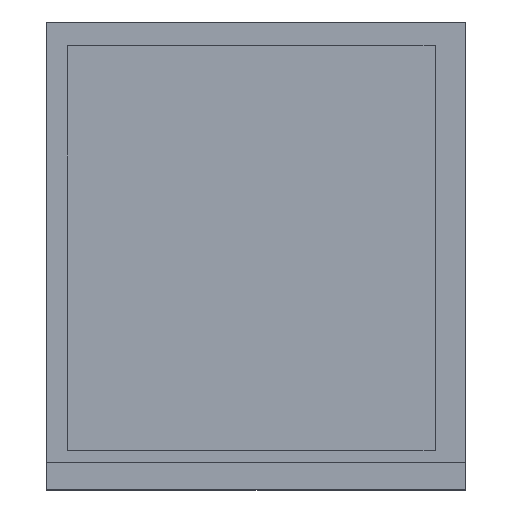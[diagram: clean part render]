
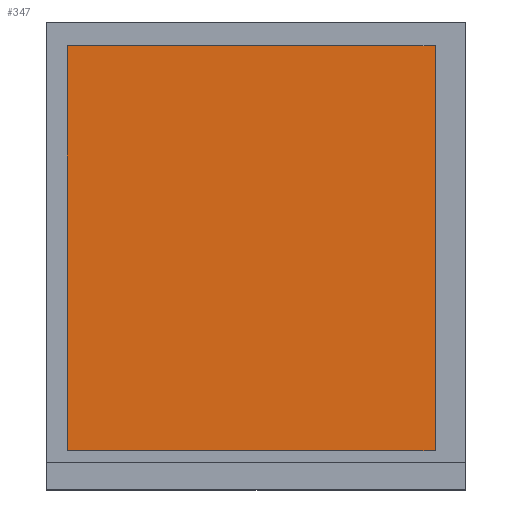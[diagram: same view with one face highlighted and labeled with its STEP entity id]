
A CAD part, top view. The second image highlights one B-rep face of the part: STEP entity #347.
In plain terms, the highlighted planar face has unit normal (0, 0, 1).
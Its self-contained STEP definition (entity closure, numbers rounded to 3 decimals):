
#20 = ORIENTED_EDGE ( 'NONE', *, *, #263, .T. ) ;
#24 = VERTEX_POINT ( 'NONE', #54 ) ;
#26 = LINE ( 'NONE', #102, #165 ) ;
#30 = PLANE ( 'NONE',  #500 ) ;
#33 = ORIENTED_EDGE ( 'NONE', *, *, #237, .T. ) ;
#36 = EDGE_LOOP ( 'NONE', ( #33, #228, #392, #20 ) ) ;
#54 = CARTESIAN_POINT ( 'NONE',  ( 73.99, 214.685, 0.23 ) ) ;
#60 = DIRECTION ( 'NONE',  ( 0., 1., 0. ) ) ;
#69 = VECTOR ( 'NONE', #397, 1000. ) ;
#73 = EDGE_CURVE ( 'NONE', #182, #380, #322, .T. ) ;
#82 = DIRECTION ( 'NONE',  ( 1., 0., 0. ) ) ;
#84 = VERTEX_POINT ( 'NONE', #491 ) ;
#102 = CARTESIAN_POINT ( 'NONE',  ( 73.99, 214.685, 0.23 ) ) ;
#119 = CARTESIAN_POINT ( 'NONE',  ( 73.99, 189.398, 0.23 ) ) ;
#141 = CARTESIAN_POINT ( 'NONE',  ( 0., 0., 0.23 ) ) ;
#165 = VECTOR ( 'NONE', #488, 1000. ) ;
#166 = CARTESIAN_POINT ( 'NONE',  ( 73.99, 189.398, 0.23 ) ) ;
#179 = LINE ( 'NONE', #261, #361 ) ;
#182 = VERTEX_POINT ( 'NONE', #119 ) ;
#228 = ORIENTED_EDGE ( 'NONE', *, *, #73, .T. ) ;
#237 = EDGE_CURVE ( 'NONE', #24, #182, #360, .T. ) ;
#261 = CARTESIAN_POINT ( 'NONE',  ( 96.951, 214.685, 0.23 ) ) ;
#263 = EDGE_CURVE ( 'NONE', #84, #24, #26, .T. ) ;
#270 = EDGE_CURVE ( 'NONE', #380, #84, #179, .T. ) ;
#283 = CARTESIAN_POINT ( 'NONE',  ( 73.99, 214.685, 0.23 ) ) ;
#294 = DIRECTION ( 'NONE',  ( 1., 0., 0. ) ) ;
#298 = DIRECTION ( 'NONE',  ( 0., 0., 1. ) ) ;
#322 = LINE ( 'NONE', #166, #489 ) ;
#347 = ADVANCED_FACE ( 'NONE', ( #375 ), #30, .T. ) ;
#360 = LINE ( 'NONE', #283, #69 ) ;
#361 = VECTOR ( 'NONE', #60, 1000. ) ;
#375 = FACE_OUTER_BOUND ( 'NONE', #36, .T. ) ;
#380 = VERTEX_POINT ( 'NONE', #416 ) ;
#392 = ORIENTED_EDGE ( 'NONE', *, *, #270, .T. ) ;
#397 = DIRECTION ( 'NONE',  ( 0., -1., 0. ) ) ;
#416 = CARTESIAN_POINT ( 'NONE',  ( 96.951, 189.398, 0.23 ) ) ;
#488 = DIRECTION ( 'NONE',  ( -1., 0., 0. ) ) ;
#489 = VECTOR ( 'NONE', #82, 1000. ) ;
#491 = CARTESIAN_POINT ( 'NONE',  ( 96.951, 214.685, 0.23 ) ) ;
#500 = AXIS2_PLACEMENT_3D ( 'NONE', #141, #298, #294 ) ;
